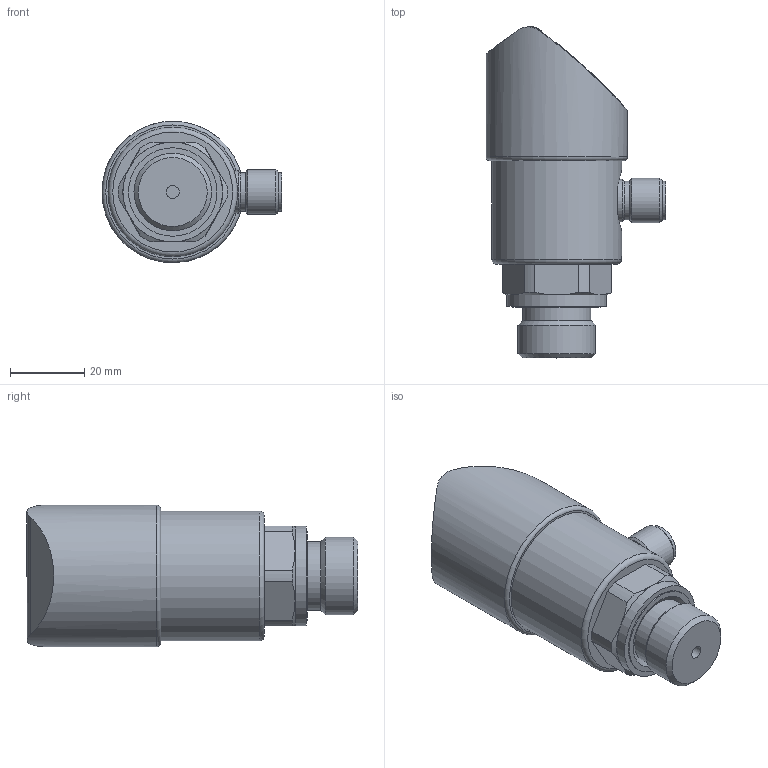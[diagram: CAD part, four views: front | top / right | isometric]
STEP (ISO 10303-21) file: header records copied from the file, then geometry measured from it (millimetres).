
FILE_DESCRIPTION(/* description */ ('STEP AP214'),/* implementation_level */ '2;1');
FILE_NAME(/* name */ '8022790_SPAW-P16R-G12M-2PA-M12',/* time_stamp */ '2024-09-15T12:34:15+02:00',/* author */ ('License CC BY-ND 4.0'),/* organization */ ('CADENAS'),/* preprocessor_version */ 'ST-DEVELOPER v19.3',/* originating_system */ 'PARTsolutions',/* authorisation */ ' ');
FILE_SCHEMA (('PROCESS_PLANNING_SCHEMA','AUTOMOTIVE_DESIGN {1 0 10303 214 3 1 1}'));
Length unit declared in the file: millimetre
Products named in the file (1): 8022790 SPAW-P16R-G12M-2PA-M12
Bounding box: 48.6 x 89.65 x 38.2 mm (x, y, z)
Volume: 72355.8 mm3; surface area: 11855.6 mm2
Topology: 1 solids, 1 shells, 113 faces, 249 edges, 160 vertices
Faces by surface type: cylinder 59, plane 38, cone 13, torus 3
Full cylindrical faces by diameter (mm): 1 x5, 3.5 x1, 4 x2, 8.5 x1, 10.4 x2, 11.5 x1, 12 x1, 18.4 x1, 20.955 x1, 23.9 x1, 26.9 x1, 35 x1, 38.2 x1
Entity records: 3914 total; most frequent: CARTESIAN_POINT 788, DIRECTION 454, ORIENTED_EDGE 440, EDGE_CURVE 220, AXIS2_PLACEMENT_3D 189, EDGE_LOOP 162, FACE_BOUND 162, VERTEX_POINT 158
